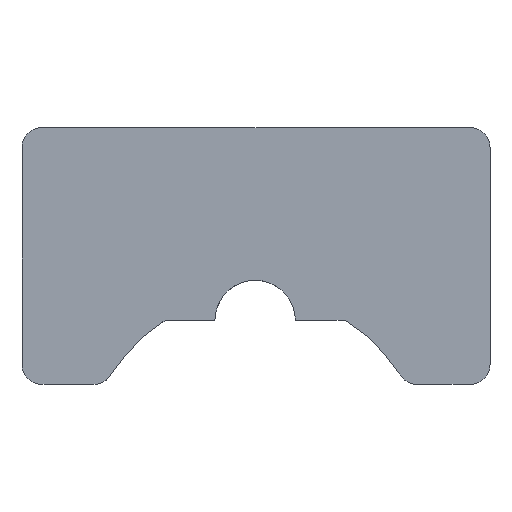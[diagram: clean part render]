
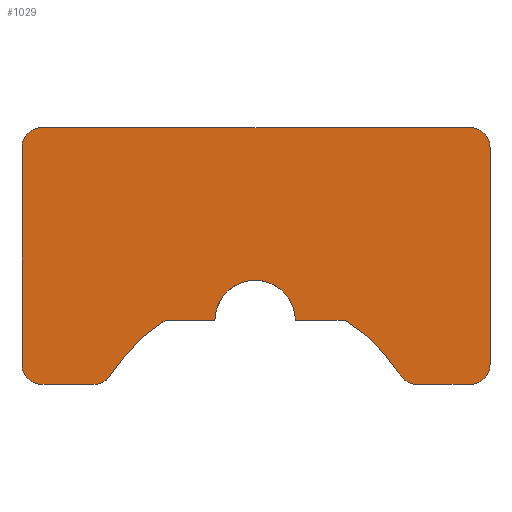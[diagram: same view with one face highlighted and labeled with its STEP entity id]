
A CAD part, top view. The second image highlights one B-rep face of the part: STEP entity #1029.
In plain terms, the highlighted planar face has unit normal (0, 0, 1).
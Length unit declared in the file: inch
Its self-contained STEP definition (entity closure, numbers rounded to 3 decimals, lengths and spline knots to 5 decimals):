
#28=PLANE('',#1157);
#66=FACE_OUTER_BOUND('',#120,.T.);
#120=EDGE_LOOP('',(#842,#843,#844,#845,#846,#847,#848,#849,#850,#851,#852,
#853,#854,#855,#856,#857));
#152=CIRCLE('',#1082,0.25);
#198=CIRCLE('',#1137,0.12416);
#199=CIRCLE('',#1140,0.12416);
#200=CIRCLE('',#1143,0.12416);
#201=CIRCLE('',#1145,1.05542);
#202=CIRCLE('',#1148,1.06134);
#203=CIRCLE('',#1150,0.12416);
#204=CIRCLE('',#1153,0.12416);
#205=CIRCLE('',#1156,0.12416);
#234=LINE('',#1613,#336);
#261=LINE('',#1713,#363);
#264=LINE('',#1721,#366);
#267=LINE('',#1729,#369);
#271=LINE('',#1740,#373);
#274=LINE('',#1751,#376);
#277=LINE('',#1759,#379);
#336=VECTOR('',#1275,0.3937);
#363=VECTOR('',#1356,0.3937);
#366=VECTOR('',#1365,0.3937);
#369=VECTOR('',#1374,0.3937);
#373=VECTOR('',#1388,0.3937);
#376=VECTOR('',#1401,0.3937);
#379=VECTOR('',#1410,0.3937);
#410=VERTEX_POINT('',#1511);
#412=VERTEX_POINT('',#1514);
#456=VERTEX_POINT('',#1612);
#501=VERTEX_POINT('',#1710);
#502=VERTEX_POINT('',#1712);
#503=VERTEX_POINT('',#1716);
#504=VERTEX_POINT('',#1720);
#505=VERTEX_POINT('',#1724);
#506=VERTEX_POINT('',#1728);
#507=VERTEX_POINT('',#1732);
#508=VERTEX_POINT('',#1736);
#509=VERTEX_POINT('',#1742);
#510=VERTEX_POINT('',#1746);
#511=VERTEX_POINT('',#1750);
#512=VERTEX_POINT('',#1754);
#513=VERTEX_POINT('',#1758);
#515=EDGE_CURVE('',#412,#410,#152,.T.);
#564=EDGE_CURVE('',#456,#412,#234,.T.);
#615=EDGE_CURVE('',#502,#501,#261,.T.);
#617=EDGE_CURVE('',#503,#502,#198,.T.);
#619=EDGE_CURVE('',#504,#503,#264,.T.);
#621=EDGE_CURVE('',#505,#504,#199,.T.);
#623=EDGE_CURVE('',#506,#505,#267,.T.);
#625=EDGE_CURVE('',#507,#506,#200,.T.);
#627=EDGE_CURVE('',#508,#507,#201,.T.);
#629=EDGE_CURVE('',#410,#508,#271,.T.);
#630=EDGE_CURVE('',#509,#456,#202,.T.);
#632=EDGE_CURVE('',#510,#509,#203,.T.);
#634=EDGE_CURVE('',#511,#510,#274,.T.);
#636=EDGE_CURVE('',#512,#511,#204,.T.);
#638=EDGE_CURVE('',#513,#512,#277,.T.);
#640=EDGE_CURVE('',#501,#513,#205,.T.);
#842=ORIENTED_EDGE('',*,*,#515,.T.);
#843=ORIENTED_EDGE('',*,*,#629,.T.);
#844=ORIENTED_EDGE('',*,*,#627,.T.);
#845=ORIENTED_EDGE('',*,*,#625,.T.);
#846=ORIENTED_EDGE('',*,*,#623,.T.);
#847=ORIENTED_EDGE('',*,*,#621,.T.);
#848=ORIENTED_EDGE('',*,*,#619,.T.);
#849=ORIENTED_EDGE('',*,*,#617,.T.);
#850=ORIENTED_EDGE('',*,*,#615,.T.);
#851=ORIENTED_EDGE('',*,*,#640,.T.);
#852=ORIENTED_EDGE('',*,*,#638,.T.);
#853=ORIENTED_EDGE('',*,*,#636,.T.);
#854=ORIENTED_EDGE('',*,*,#634,.T.);
#855=ORIENTED_EDGE('',*,*,#632,.T.);
#856=ORIENTED_EDGE('',*,*,#630,.T.);
#857=ORIENTED_EDGE('',*,*,#564,.T.);
#1029=ADVANCED_FACE('',(#66),#28,.T.);
#1082=AXIS2_PLACEMENT_3D('',#1515,#1194,#1195);
#1137=AXIS2_PLACEMENT_3D('',#1717,#1360,#1361);
#1140=AXIS2_PLACEMENT_3D('',#1725,#1369,#1370);
#1143=AXIS2_PLACEMENT_3D('',#1733,#1378,#1379);
#1145=AXIS2_PLACEMENT_3D('',#1737,#1383,#1384);
#1148=AXIS2_PLACEMENT_3D('',#1743,#1391,#1392);
#1150=AXIS2_PLACEMENT_3D('',#1747,#1396,#1397);
#1153=AXIS2_PLACEMENT_3D('',#1755,#1405,#1406);
#1156=AXIS2_PLACEMENT_3D('',#1762,#1414,#1415);
#1157=AXIS2_PLACEMENT_3D('',#1763,#1416,#1417);
#1194=DIRECTION('center_axis',(0.,0.,-1.));
#1195=DIRECTION('ref_axis',(-1.,0.,0.));
#1275=DIRECTION('',(1.,0.,0.));
#1356=DIRECTION('',(-1.,0.,0.));
#1360=DIRECTION('center_axis',(0.,0.,1.));
#1361=DIRECTION('ref_axis',(-1.,0.,0.));
#1365=DIRECTION('',(0.,1.,0.));
#1369=DIRECTION('center_axis',(0.,0.,1.));
#1370=DIRECTION('ref_axis',(0.,1.,0.));
#1374=DIRECTION('',(1.,0.,0.));
#1378=DIRECTION('center_axis',(0.,0.,1.));
#1379=DIRECTION('ref_axis',(0.848,0.53,0.));
#1383=DIRECTION('center_axis',(0.,0.,-1.));
#1384=DIRECTION('ref_axis',(0.848,0.53,0.));
#1388=DIRECTION('',(1.,0.,0.));
#1391=DIRECTION('center_axis',(0.,0.,-1.));
#1392=DIRECTION('ref_axis',(-0.533,0.846,0.));
#1396=DIRECTION('center_axis',(0.,0.,1.));
#1397=DIRECTION('ref_axis',(0.,1.,0.));
#1401=DIRECTION('',(1.,0.,0.));
#1405=DIRECTION('center_axis',(0.,0.,1.));
#1406=DIRECTION('ref_axis',(1.,0.,0.));
#1410=DIRECTION('',(0.,-1.,0.));
#1414=DIRECTION('center_axis',(0.,0.,1.));
#1415=DIRECTION('ref_axis',(0.,-1.,0.));
#1416=DIRECTION('center_axis',(0.,0.,1.));
#1417=DIRECTION('ref_axis',(1.,0.,0.));
#1511=CARTESIAN_POINT('',(0.2446,-0.46189,0.0625));
#1514=CARTESIAN_POINT('',(-0.2554,-0.46189,0.0625));
#1515=CARTESIAN_POINT('Origin',(-0.0054,-0.46189,
0.0625));
#1612=CARTESIAN_POINT('',(-0.56499,-0.46189,0.0625));
#1613=CARTESIAN_POINT('',(0.55418,-0.46189,0.0625));
#1710=CARTESIAN_POINT('',(-1.3301,0.73688,0.0625));
#1712=CARTESIAN_POINT('',(1.33049,0.73688,0.0625));
#1713=CARTESIAN_POINT('',(-1.3301,0.73688,0.0625));
#1716=CARTESIAN_POINT('',(1.45465,0.61272,0.0625));
#1717=CARTESIAN_POINT('Origin',(1.33049,0.61272,0.0625));
#1720=CARTESIAN_POINT('',(1.45465,-0.73523,0.0625));
#1721=CARTESIAN_POINT('',(1.45465,0.61272,0.0625));
#1724=CARTESIAN_POINT('',(1.33049,-0.85939,0.0625));
#1725=CARTESIAN_POINT('Origin',(1.33049,-0.73523,0.0625));
#1728=CARTESIAN_POINT('',(1.00059,-0.85939,0.0625));
#1729=CARTESIAN_POINT('',(1.33049,-0.85939,0.0625));
#1732=CARTESIAN_POINT('',(0.89529,-0.80101,0.0625));
#1733=CARTESIAN_POINT('Origin',(1.00059,-0.73523,0.0625));
#1736=CARTESIAN_POINT('',(0.55418,-0.46189,0.0625));
#1737=CARTESIAN_POINT('Origin',(0.00019,-1.36023,
0.0625));
#1740=CARTESIAN_POINT('',(0.55418,-0.46189,0.0625));
#1742=CARTESIAN_POINT('',(-0.90167,-0.80068,0.0625));
#1743=CARTESIAN_POINT('Origin',(0.00019,-1.36023,
0.0625));
#1746=CARTESIAN_POINT('',(-1.00717,-0.85939,0.0625));
#1747=CARTESIAN_POINT('Origin',(-1.00717,-0.73523,0.0625));
#1750=CARTESIAN_POINT('',(-1.3301,-0.85939,0.0625));
#1751=CARTESIAN_POINT('',(-1.00717,-0.85939,0.0625));
#1754=CARTESIAN_POINT('',(-1.45426,-0.73523,0.0625));
#1755=CARTESIAN_POINT('Origin',(-1.3301,-0.73523,0.0625));
#1758=CARTESIAN_POINT('',(-1.45426,0.61272,0.0625));
#1759=CARTESIAN_POINT('',(-1.45426,-0.73523,0.0625));
#1762=CARTESIAN_POINT('Origin',(-1.3301,0.61272,0.0625));
#1763=CARTESIAN_POINT('Origin',(0.00003,0.00865,
0.0625));
